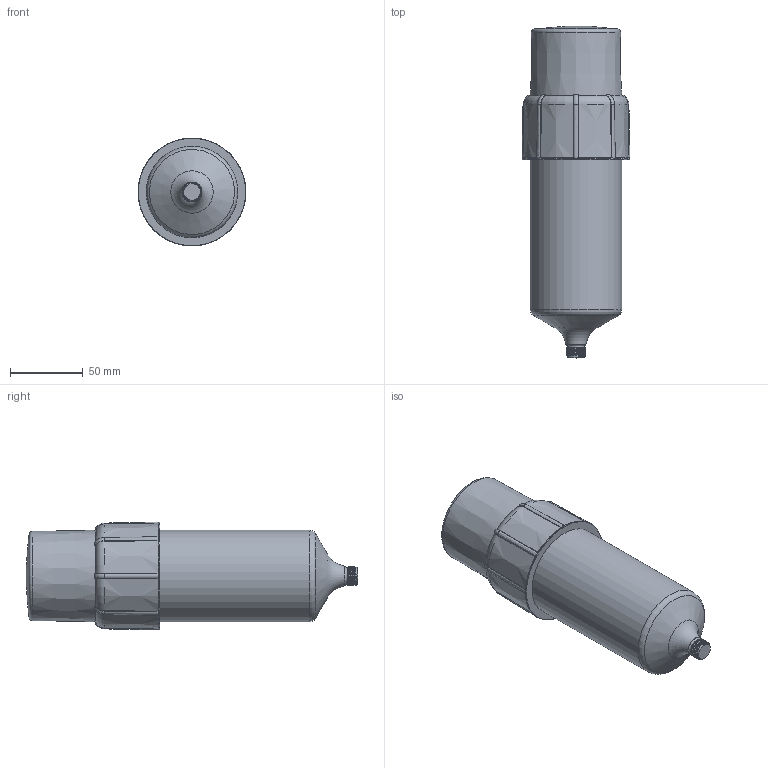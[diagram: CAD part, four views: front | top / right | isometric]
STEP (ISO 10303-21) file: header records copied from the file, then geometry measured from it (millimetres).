
FILE_DESCRIPTION((''),'2;1');
FILE_NAME('perma STAR VARIO S2 mit L250 mit Schutzabdeckung.stp','2013-03-14T15:22:17',('002180'),(''),'Autodesk Inventor 2013','Autodesk Inventor 2013','');
FILE_SCHEMA(('AUTOMOTIVE_DESIGN { 1 0 10303 214 1 1 1 1 }'));
Length unit declared in the file: millimetre
Products named in the file (1): perma STAR VARIO S2 mit L250 mit Schutzabdeckung
Bounding box: 74.18 x 228.35 x 74.19 mm (x, y, z)
Volume: 669925.6 mm3; surface area: 53170.9 mm2
Topology: 1 solids, 2 shells, 214 faces, 526 edges, 314 vertices
Faces by surface type: bspline 114, torus 30, cone 30, plane 29, revolution 8, sphere 2, cylinder 1
Full cylindrical faces by diameter (mm): 63 x1
Entity records: 10711 total; most frequent: CARTESIAN_POINT 6229, ORIENTED_EDGE 1006, DIRECTION 662, EDGE_CURVE 503, VERTEX_POINT 308, AXIS2_PLACEMENT_3D 302, B_SPLINE_CURVE_WITH_KNOTS 252, EDGE_LOOP 231
